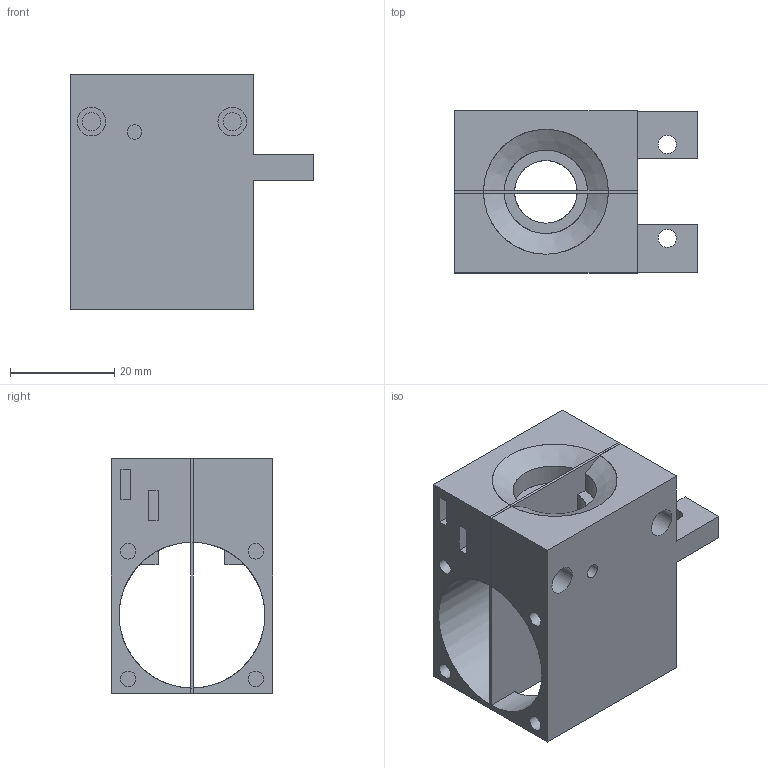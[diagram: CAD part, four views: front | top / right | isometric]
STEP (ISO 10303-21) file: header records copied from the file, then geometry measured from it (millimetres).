
FILE_DESCRIPTION(('FreeCAD Model'),'2;1');
FILE_NAME('e3d_v6_shell.step', '2018-12-28T14:49:33',('Felix Morgner'),(''), 'Open CASCADE STEP processor 7.3','FreeCAD','Unknown');
FILE_SCHEMA(('AUTOMOTIVE_DESIGN { 1 0 10303 214 1 1 1 1 }'));
Length unit declared in the file: millimetre
Products named in the file (4): Migbot_i3_E3D_v6_Head; Base_Head; Splitter; Split_Head
Assembly tree (3 placements, depth 2):
  Migbot_i3_E3D_v6_Head
    Base_Head
    Splitter
    Split_Head
Bounding box: 46.55 x 31 x 45 mm (x, y, z)
Volume: 45351.2 mm3; surface area: 28263.1 mm2
Topology: 4 solids, 4 shells, 185 faces, 423 edges, 279 vertices
Faces by surface type: plane 126, cylinder 56, cone 3
Full cylindrical faces by diameter (mm): 2.78 x2, 2.8 x2, 3 x8, 3.5 x22, 5.5 x4, 12 x1, 16 x2, 22.3 x2, 28 x1
Entity records: 13068 total; most frequent: CARTESIAN_POINT 4272, DIRECTION 1621, LINE 924, VECTOR 924, ORIENTED_EDGE 846, PCURVE 846, DEFINITIONAL_REPRESENTATION 846, EDGE_CURVE 423
